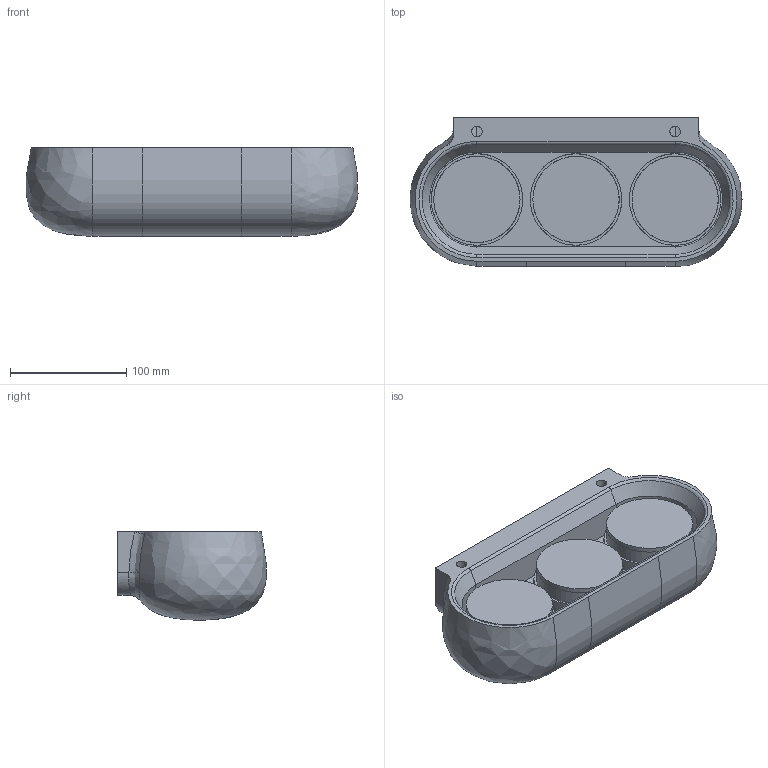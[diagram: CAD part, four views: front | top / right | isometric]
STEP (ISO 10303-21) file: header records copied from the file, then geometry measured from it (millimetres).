
FILE_DESCRIPTION(/* description */ (''),/* implementation_level */ '2;1');
FILE_NAME(/* name */ 'T477_Mysia',/* time_stamp */ '2023-10-05T12:00:15+02:00',/* author */ (''),/* organization */ (''),/* preprocessor_version */ 'ST-DEVELOPER v16.5',/* originating_system */ 'Rhino 7.32',/* authorisation */ '');
FILE_SCHEMA (('CONFIG_CONTROL_DESIGN'));
Length unit declared in the file: millimetre
Products named in the file (1): Document
Bounding box: 285.04 x 127.65 x 75.82 mm (x, y, z)
Volume: 1498574.5 mm3; surface area: 251941.1 mm2
Topology: 10 solids, 10 shells, 394 faces, 966 edges, 638 vertices
Faces by surface type: cylinder 213, plane 163, bspline 18
Entity records: 11641 total; most frequent: CARTESIAN_POINT 5006, ORIENTED_EDGE 1928, EDGE_CURVE 964, VERTEX_POINT 638, B_SPLINE_CURVE_WITH_KNOTS 503, EDGE_LOOP 482, ADVANCED_FACE 394, FACE_OUTER_BOUND 394
